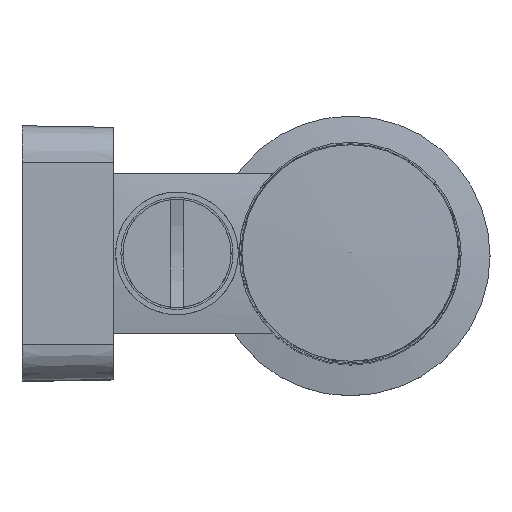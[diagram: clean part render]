
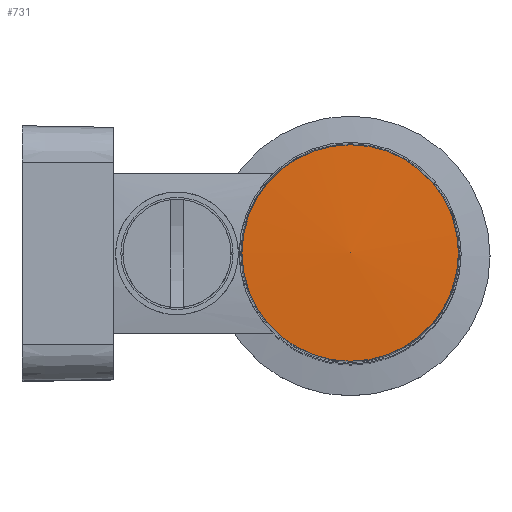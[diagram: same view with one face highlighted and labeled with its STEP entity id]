
A CAD part, top view. The second image highlights one B-rep face of the part: STEP entity #731.
In plain terms, the highlighted spherical face has radius 261.3 mm.
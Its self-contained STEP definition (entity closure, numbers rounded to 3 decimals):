
#117=SPHERICAL_SURFACE('',#862,261.3);
#173=ORIENTED_EDGE('',*,*,#333,.F.);
#333=EDGE_CURVE('',#429,#429,#508,.T.);
#429=VERTEX_POINT('',#1227);
#508=CIRCLE('',#863,17.807);
#565=EDGE_LOOP('',(#173));
#642=FACE_BOUND('',#565,.T.);
#731=ADVANCED_FACE('',(#642),#117,.T.);
#862=AXIS2_PLACEMENT_3D('',#1225,#980,#981);
#863=AXIS2_PLACEMENT_3D('',#1226,#982,#983);
#980=DIRECTION('',(0.,0.,-1.));
#981=DIRECTION('',(-1.,0.,0.));
#982=DIRECTION('',(0.,0.,-1.));
#983=DIRECTION('',(-1.,0.,0.));
#1225=CARTESIAN_POINT('',(54.,0.,-196.1));
#1226=CARTESIAN_POINT('',(54.,0.,64.593));
#1227=CARTESIAN_POINT('',(36.193,0.,64.593));
